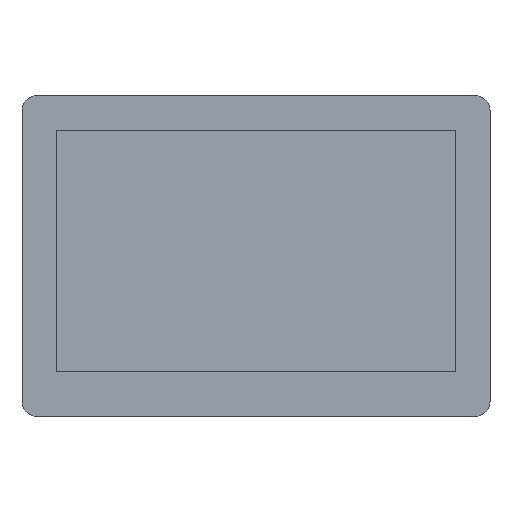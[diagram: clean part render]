
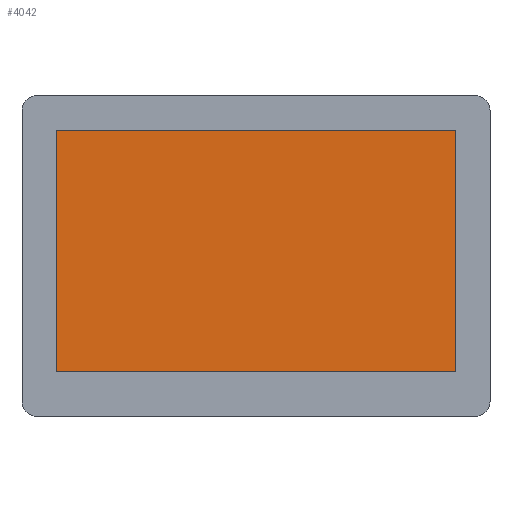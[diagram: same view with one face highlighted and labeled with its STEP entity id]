
A CAD part, top view. The second image highlights one B-rep face of the part: STEP entity #4042.
In plain terms, the highlighted planar face has unit normal (0, 0, 1).
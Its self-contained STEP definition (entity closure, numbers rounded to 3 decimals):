
#2334=DIRECTION('',(1.,0.,0.));
#2335=VECTOR('',#2334,109.);
#2336=CARTESIAN_POINT('',(-54.5,32.9,4.75));
#2337=LINE('',#2336,#2335);
#2348=DIRECTION('',(0.,-1.,0.));
#2349=VECTOR('',#2348,65.8);
#2350=CARTESIAN_POINT('',(54.5,32.9,4.75));
#2351=LINE('',#2350,#2349);
#3720=DIRECTION('',(0.,1.,0.));
#3721=VECTOR('',#3720,65.8);
#3722=CARTESIAN_POINT('',(-54.5,-32.9,4.75));
#3723=LINE('',#3722,#3721);
#3734=DIRECTION('',(-1.,0.,0.));
#3735=VECTOR('',#3734,109.);
#3736=CARTESIAN_POINT('',(54.5,-32.9,4.75));
#3737=LINE('',#3736,#3735);
#3980=CARTESIAN_POINT('',(-54.5,32.9,4.75));
#3981=CARTESIAN_POINT('',(54.5,32.9,4.75));
#3982=VERTEX_POINT('',#3980);
#3983=VERTEX_POINT('',#3981);
#3984=CARTESIAN_POINT('',(54.5,-32.9,4.75));
#3985=VERTEX_POINT('',#3984);
#3986=CARTESIAN_POINT('',(-54.5,-32.9,4.75));
#3987=VERTEX_POINT('',#3986);
#4028=CARTESIAN_POINT('',(0.,0.,4.75));
#4029=DIRECTION('',(0.,0.,1.));
#4030=DIRECTION('',(1.,0.,0.));
#4031=AXIS2_PLACEMENT_3D('',#4028,#4029,#4030);
#4032=PLANE('',#4031);
#4033=ORIENTED_EDGE('',*,*,#4017,.T.);
#4035=ORIENTED_EDGE('',*,*,#4034,.T.);
#4037=ORIENTED_EDGE('',*,*,#4036,.T.);
#4039=ORIENTED_EDGE('',*,*,#4038,.T.);
#4040=EDGE_LOOP('',(#4033,#4035,#4037,#4039));
#4041=FACE_OUTER_BOUND('',#4040,.F.);
#4042=ADVANCED_FACE('',(#4041),#4032,.T.);
#4017=EDGE_CURVE('',#3982,#3983,#2337,.T.);
#4034=EDGE_CURVE('',#3983,#3985,#2351,.T.);
#4036=EDGE_CURVE('',#3985,#3987,#3737,.T.);
#4038=EDGE_CURVE('',#3987,#3982,#3723,.T.);
